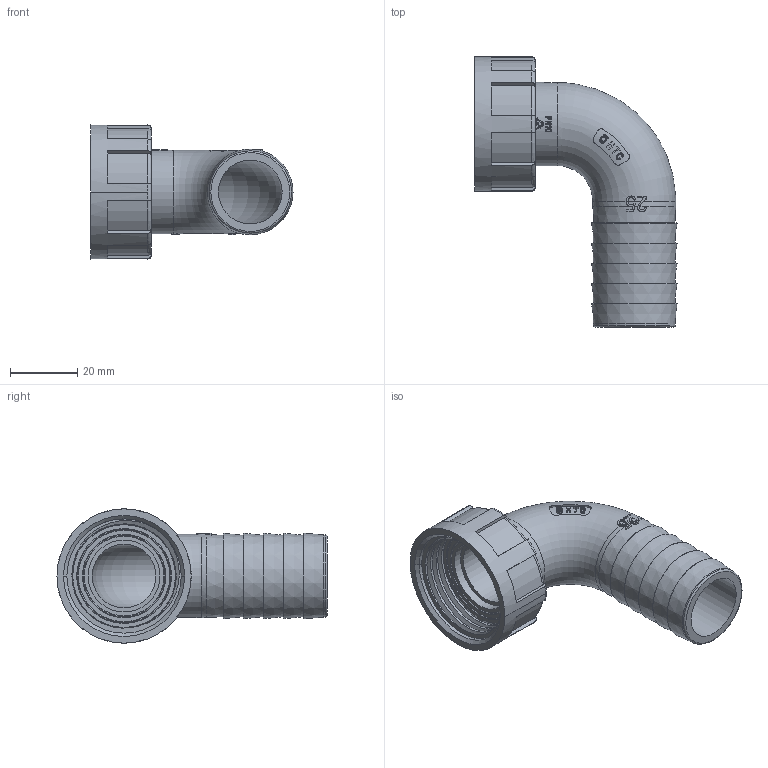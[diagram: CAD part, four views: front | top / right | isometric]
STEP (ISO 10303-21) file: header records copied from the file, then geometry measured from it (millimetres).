
FILE_DESCRIPTION(/* description */ (''),/* implementation_level */ '2;1');
FILE_NAME(/* name */ '弯1x25.stp',/* time_stamp */ '2025-03-27T19:52:19+08:00',/* author */ (''),/* organization */ (''),/* preprocessor_version */ 'ST-DEVELOPER v16.7',/* originating_system */ 'SIEMENS PLM Software NX 12.0',/* authorisation */ '');
FILE_SCHEMA (('AP203_CONFIGURATION_CONTROLLED_3D_DESIGN_OF_MECHANICAL_PARTS_AND_ASSEMBLIES_MIM_LF { 1 0 10303 403 2 1 2}'));
Length unit declared in the file: millimetre
Products named in the file (1): Admi1B10F00Drg32
Bounding box: 60.24 x 80.5 x 40 mm (x, y, z)
Volume: 26221.5 mm3; surface area: 20710.5 mm2
Topology: 3 solids, 3 shells, 567 faces, 1581 edges, 1047 vertices
Faces by surface type: plane 373, extrusion 73, cylinder 69, torus 38, cone 9, sphere 3, bspline 2
Full cylindrical faces by diameter (mm): 1.297 x1, 1.796 x1, 19 x2, 21.42 x1, 23.766 x1, 24.5 x1, 24.786 x1, 24.8 x1, 27.234 x1, 28.254 x1, 30 x1, 30.6 x1
Entity records: 21858 total; most frequent: CARTESIAN_POINT 7426, ORIENTED_EDGE 3050, DIRECTION 2902, EDGE_CURVE 1525, AXIS2_PLACEMENT_3D 1127, VERTEX_POINT 1027, VECTOR 648, EDGE_LOOP 632
